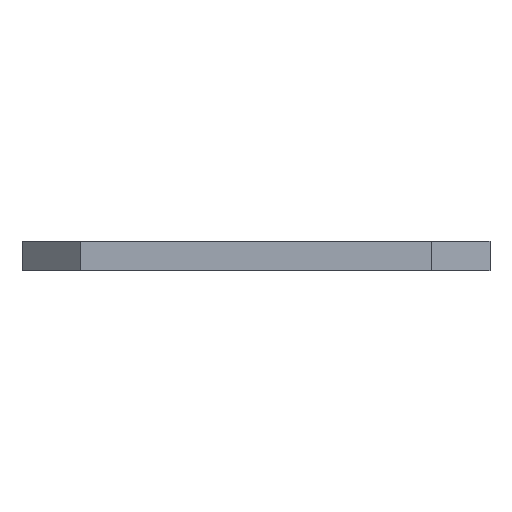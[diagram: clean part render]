
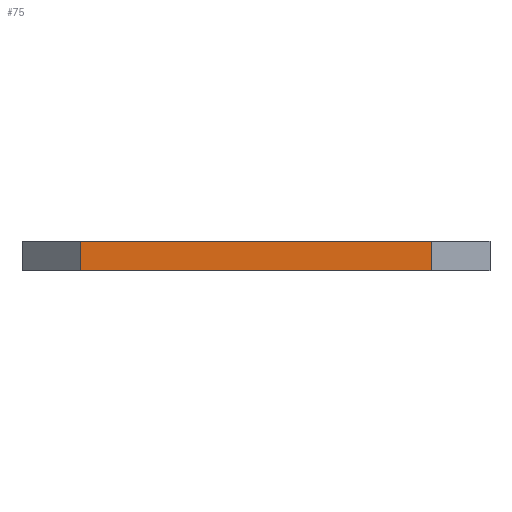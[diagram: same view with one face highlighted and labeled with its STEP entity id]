
A CAD part, left-side view. The second image highlights one B-rep face of the part: STEP entity #75.
In plain terms, the highlighted planar face has unit normal (-1, 0, 0).
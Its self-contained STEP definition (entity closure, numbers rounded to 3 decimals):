
#75 = ADVANCED_FACE( '', ( #345 ), #346, .F. );
#345 = FACE_OUTER_BOUND( '', #1619, .T. );
#346 = PLANE( '', #1620 );
#1619 = EDGE_LOOP( '', ( #2893, #2894, #2895, #2896 ) );
#1620 = AXIS2_PLACEMENT_3D( '', #2897, #2898, #2899 );
#2893 = ORIENTED_EDGE( '', *, *, #4743, .F. );
#2894 = ORIENTED_EDGE( '', *, *, #4744, .T. );
#2895 = ORIENTED_EDGE( '', *, *, #4745, .T. );
#2896 = ORIENTED_EDGE( '', *, *, #4746, .T. );
#2897 = CARTESIAN_POINT( '', ( -400., 400., 50. ) );
#2898 = DIRECTION( '', ( 1., 0., 0. ) );
#2899 = DIRECTION( '', ( 0., 0., -1. ) );
#4743 = EDGE_CURVE( '', #5266, #5267, #5268, .T. );
#4744 = EDGE_CURVE( '', #5266, #5269, #5270, .T. );
#4745 = EDGE_CURVE( '', #5269, #5271, #5272, .T. );
#4746 = EDGE_CURVE( '', #5271, #5267, #5273, .T. );
#5266 = VERTEX_POINT( '', #6298 );
#5267 = VERTEX_POINT( '', #6299 );
#5268 = LINE( '', #6300, #6301 );
#5269 = VERTEX_POINT( '', #6302 );
#5270 = LINE( '', #6303, #6304 );
#5271 = VERTEX_POINT( '', #6305 );
#5272 = LINE( '', #6306, #6307 );
#5273 = LINE( '', #6308, #6309 );
#6298 = CARTESIAN_POINT( '', ( -400., 300., 50. ) );
#6299 = CARTESIAN_POINT( '', ( -400., -300., 50. ) );
#6300 = CARTESIAN_POINT( '', ( -400., 400., 50. ) );
#6301 = VECTOR( '', #7354, 1000. );
#6302 = CARTESIAN_POINT( '', ( -400., 300., 0. ) );
#6303 = CARTESIAN_POINT( '', ( -400., 300., 50. ) );
#6304 = VECTOR( '', #7355, 1000. );
#6305 = CARTESIAN_POINT( '', ( -400., -300., 0. ) );
#6306 = CARTESIAN_POINT( '', ( -400., 400., 0. ) );
#6307 = VECTOR( '', #7356, 1000. );
#6308 = CARTESIAN_POINT( '', ( -400., -300., 50. ) );
#6309 = VECTOR( '', #7357, 1000. );
#7354 = DIRECTION( '', ( 0., -1., 0. ) );
#7355 = DIRECTION( '', ( 0., 0., -1. ) );
#7356 = DIRECTION( '', ( 0., -1., 0. ) );
#7357 = DIRECTION( '', ( 0., 0., 1. ) );
